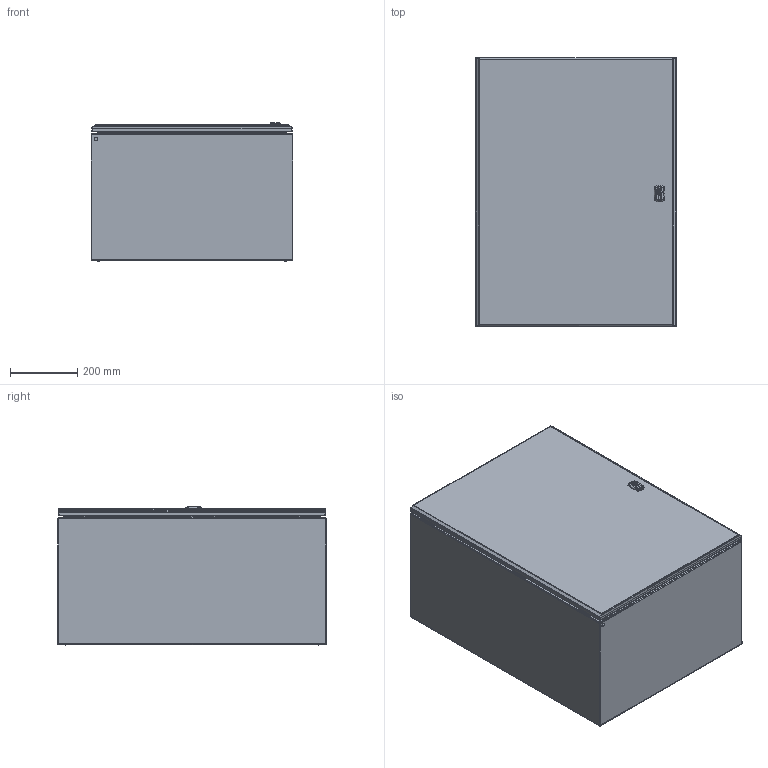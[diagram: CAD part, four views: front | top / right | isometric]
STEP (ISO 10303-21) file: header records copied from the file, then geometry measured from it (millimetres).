
FILE_DESCRIPTION(('STEP AP242'),'1');
FILE_NAME('nsys3dc8640.stp','2021-09-26T22:09:03',('TraceParts'),('TraceParts S.A.'),'Spatial InterOp 3D',' ',' ');
FILE_SCHEMA(('AP242_MANAGED_MODEL_BASED_3D_ENGINEERING_MIM_LF {1 0 10303 442 1 1 4}'));
Length unit declared in the file: millimetre
Products named in the file (1): nsys3dc8640|ENN4761AS_800X600X400_ASM_1_ASM_ASM_919#ENN4761AS_800X600X400_ASM_1_ASM_ASM|ENN4761AS_8X6X4_1_1_918#ENN4761AS_8X6X4_1_1;Solide1
Bounding box: 600 x 800 x 411.21 mm (x, y, z)
Volume: 2807915.2 mm3; surface area: 4414603.6 mm2
Topology: 17 solids, 17 shells, 1054 faces, 2590 edges, 1565 vertices
Faces by surface type: plane 395, cylinder 277, bspline 141, cone 123, torus 80, sphere 38
Entity records: 41229 total; most frequent: CARTESIAN_POINT 17322, ORIENTED_EDGE 5128, DIRECTION 4665, EDGE_CURVE 2564, AXIS2_PLACEMENT_3D 1737, VERTEX_POINT 1565, LINE 1191, VECTOR 1191
